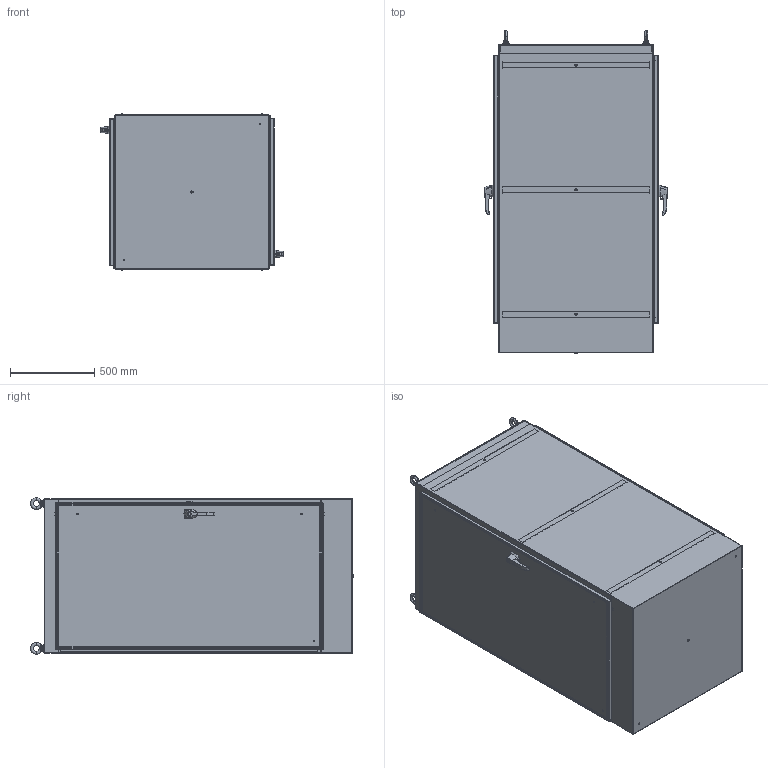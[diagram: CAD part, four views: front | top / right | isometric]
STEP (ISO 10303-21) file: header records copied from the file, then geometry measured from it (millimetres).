
FILE_DESCRIPTION (( 'STEP AP214' ), '1' );
FILE_NAME ('HN4FS723636DASS.STEP', '2019-09-03T19:19:11', ( '' ), ( '' ), 'SwSTEP 2.0', 'SolidWorks 2018', '' );
FILE_SCHEMA (( 'AUTOMOTIVE_DESIGN' ));
Length unit declared in the file: inch
Products named in the file (1): HN4FS723636DASS
Bounding box: 1083.67 x 1917.43 x 929.74 mm (x, y, z)
Volume: 25636174.7 mm3; surface area: 21183404.6 mm2
Topology: 91 solids, 93 shells, 3297 faces, 8747 edges, 5646 vertices
Faces by surface type: cylinder 1517, plane 1452, cone 156, bspline 140, torus 32
Entity records: 169762 total; most frequent: CARTESIAN_POINT 44973, ORIENTED_EDGE 17434, DIRECTION 17249, EDGE_CURVE 8717, AXIS2_PLACEMENT_3D 6256, VERTEX_POINT 5646, VECTOR 4737, LINE 4737
